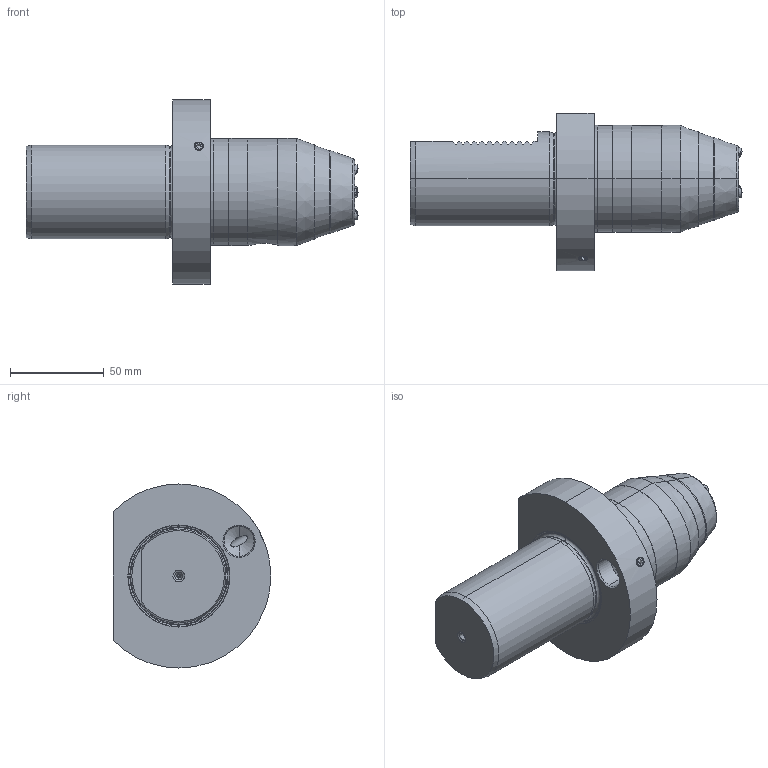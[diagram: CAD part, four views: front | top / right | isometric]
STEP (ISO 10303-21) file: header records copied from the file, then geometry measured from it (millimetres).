
FILE_DESCRIPTION (( 'STEP AP214' ), '1' );
FILE_NAME ('10.09.2020_74.05.046.202.STEP', '2020-09-10T13:36:43', ( '' ), ( '' ), 'SwSTEP 2.0', 'SolidWorks 2014', '' );
FILE_SCHEMA (( 'AUTOMOTIVE_DESIGN' ));
Length unit declared in the file: millimetre
Products named in the file (1): 10.09.2020_74.05.046.202
Bounding box: 176.72 x 84 x 98 mm (x, y, z)
Volume: 421152.4 mm3; surface area: 93968.7 mm2
Topology: 20 solids, 20 shells, 662 faces, 1679 edges, 1042 vertices
Faces by surface type: plane 233, cylinder 226, cone 141, torus 50, sphere 12
Entity records: 28729 total; most frequent: CARTESIAN_POINT 5605, DIRECTION 3310, ORIENTED_EDGE 3268, EDGE_CURVE 1634, AXIS2_PLACEMENT_3D 1310, VERTEX_POINT 1021, EDGE_LOOP 733, VECTOR 690
